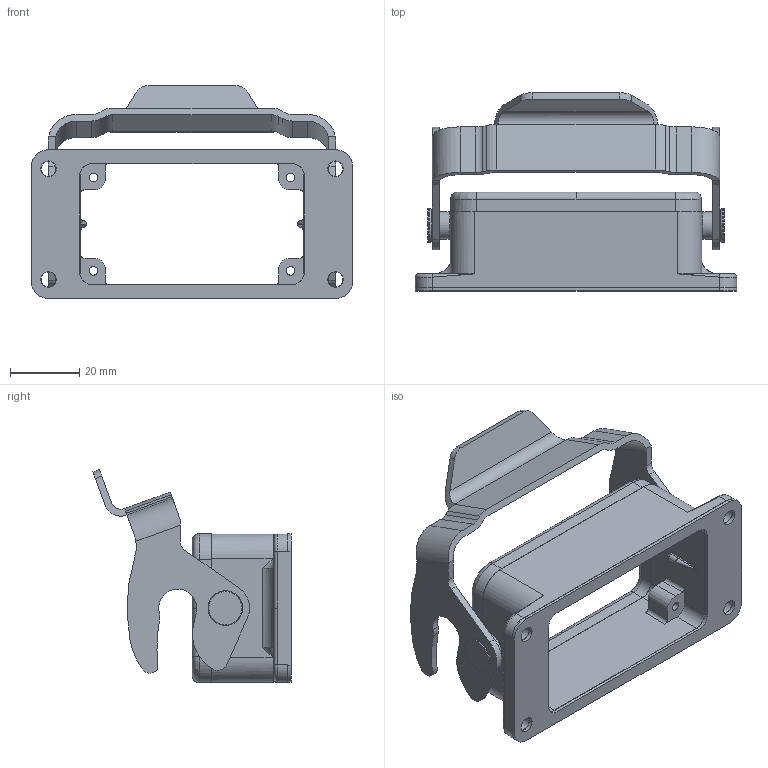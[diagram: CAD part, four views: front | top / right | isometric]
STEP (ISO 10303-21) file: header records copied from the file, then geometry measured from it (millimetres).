
FILE_DESCRIPTION(/* description */ (''),/* implementation_level */ '2;1');
FILE_NAME(/* name */ 'c146 10f010 001 1nxc001-02.stp',/* time_stamp */ '2019-08-01T07:42:25+02:00',/* author */ (''),/* organization */ (''),/* preprocessor_version */ 'ST-DEVELOPER v16.7',/* originating_system */ 'SIEMENS PLM Software NX 12.0',/* authorisation */ '');
FILE_SCHEMA (('AUTOMOTIVE_DESIGN { 1 0 10303 214 3 1 1 1 }'));
Length unit declared in the file: millimetre
Products named in the file (1): c146 10f010 001 1nxc001-02
Bounding box: 93 x 57.31 x 61.56 mm (x, y, z)
Volume: 36214.1 mm3; surface area: 24169.5 mm2
Topology: 1 solids, 1 shells, 489 faces, 1298 edges, 832 vertices
Faces by surface type: plane 186, bspline 179, cylinder 111, cone 8, revolution 4, extrusion 1
Full cylindrical faces by diameter (mm): 2.5 x4, 2.9 x2, 4.3 x4, 4.5 x4, 8 x4, 10 x2
Entity records: 16166 total; most frequent: CARTESIAN_POINT 4823, ORIENTED_EDGE 2490, DIRECTION 2158, EDGE_CURVE 1245, VERTEX_POINT 825, AXIS2_PLACEMENT_3D 734, VECTOR 686, LINE 685
